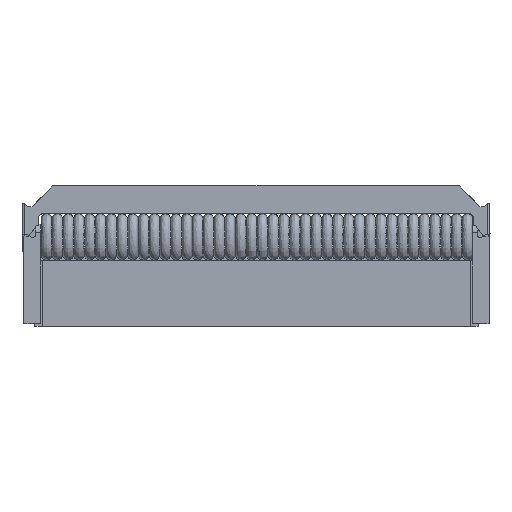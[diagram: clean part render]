
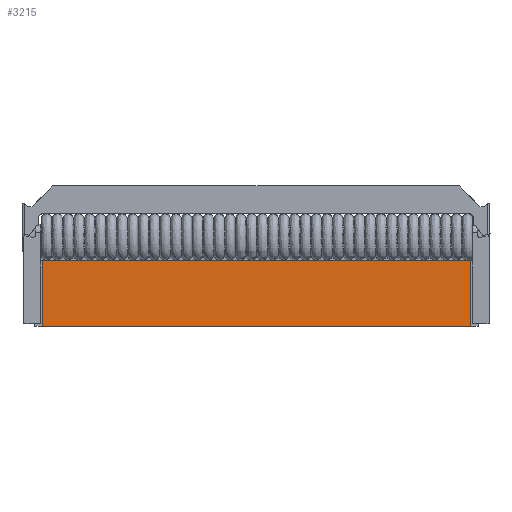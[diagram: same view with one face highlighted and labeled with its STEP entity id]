
A CAD part, front view. The second image highlights one B-rep face of the part: STEP entity #3215.
In plain terms, the highlighted planar face has unit normal (0, -1, 0).
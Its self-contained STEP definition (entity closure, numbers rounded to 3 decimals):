
#574 = VERTEX_POINT('',#575);
#575 = CARTESIAN_POINT('',(-25.45,-10.15,7.85));
#581 = EDGE_CURVE('',#574,#582,#584,.T.);
#582 = VERTEX_POINT('',#583);
#583 = CARTESIAN_POINT('',(25.45,-10.15,7.85));
#584 = LINE('',#585,#586);
#585 = CARTESIAN_POINT('',(-26.676,-10.15,7.85));
#586 = VECTOR('',#587,1.);
#587 = DIRECTION('',(1.,0.,0.));
#3133 = EDGE_CURVE('',#582,#3134,#3136,.T.);
#3134 = VERTEX_POINT('',#3135);
#3135 = CARTESIAN_POINT('',(25.45,-10.15,0.));
#3136 = LINE('',#3137,#3138);
#3137 = CARTESIAN_POINT('',(25.45,-10.15,-0.157));
#3138 = VECTOR('',#3139,1.);
#3139 = DIRECTION('',(0.,0.,-1.));
#3215 = ADVANCED_FACE('',(#3216),#3234,.T.);
#3216 = FACE_BOUND('',#3217,.T.);
#3217 = EDGE_LOOP('',(#3218,#3219,#3227,#3233));
#3218 = ORIENTED_EDGE('',*,*,#581,.F.);
#3219 = ORIENTED_EDGE('',*,*,#3220,.T.);
#3220 = EDGE_CURVE('',#574,#3221,#3223,.T.);
#3221 = VERTEX_POINT('',#3222);
#3222 = CARTESIAN_POINT('',(-25.45,-10.15,0.));
#3223 = LINE('',#3224,#3225);
#3224 = CARTESIAN_POINT('',(-25.45,-10.15,-0.157));
#3225 = VECTOR('',#3226,1.);
#3226 = DIRECTION('',(0.,0.,-1.));
#3227 = ORIENTED_EDGE('',*,*,#3228,.T.);
#3228 = EDGE_CURVE('',#3221,#3134,#3229,.T.);
#3229 = LINE('',#3230,#3231);
#3230 = CARTESIAN_POINT('',(-27.404,-10.15,0.));
#3231 = VECTOR('',#3232,1.);
#3232 = DIRECTION('',(1.,0.,0.));
#3233 = ORIENTED_EDGE('',*,*,#3133,.F.);
#3234 = PLANE('',#3235);
#3235 = AXIS2_PLACEMENT_3D('',#3236,#3237,#3238);
#3236 = CARTESIAN_POINT('',(-26.468,-10.15,-0.157));
#3237 = DIRECTION('',(0.,-1.,0.));
#3238 = DIRECTION('',(1.,0.,0.));
